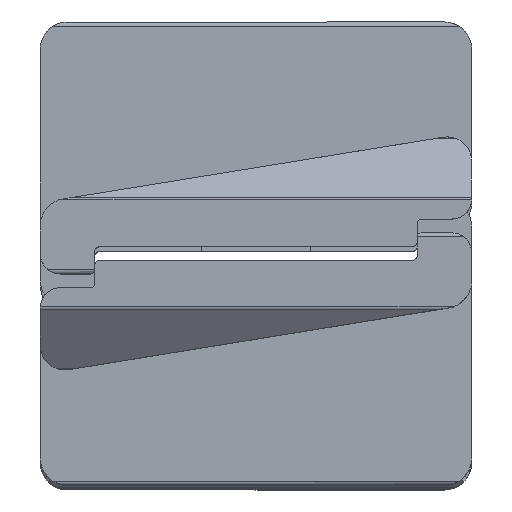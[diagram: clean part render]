
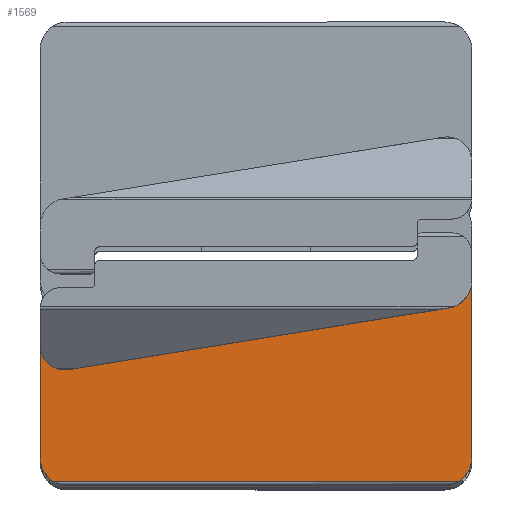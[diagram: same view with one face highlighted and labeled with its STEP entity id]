
A CAD part, top view. The second image highlights one B-rep face of the part: STEP entity #1569.
In plain terms, the highlighted face is planar.
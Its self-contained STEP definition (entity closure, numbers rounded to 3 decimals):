
#1569=ADVANCED_FACE('',(#1943),#1944,.F.);
#1943=FACE_OUTER_BOUND('',#2610,.T.);
#1944=PLANE('',#2611);
#2610=EDGE_LOOP('',(#3672,#3673,#3674,#3675,#3676,#3677,#3678,#3679,#3680,#3681,#3682));
#2611=AXIS2_PLACEMENT_3D('',#3683,#3684,#3685);
#3672=ORIENTED_EDGE('',*,*,#5689,.F.);
#3673=ORIENTED_EDGE('',*,*,#5690,.F.);
#3674=ORIENTED_EDGE('',*,*,#5691,.F.);
#3675=ORIENTED_EDGE('',*,*,#5564,.T.);
#3676=ORIENTED_EDGE('',*,*,#5561,.F.);
#3677=ORIENTED_EDGE('',*,*,#5620,.T.);
#3678=ORIENTED_EDGE('',*,*,#5692,.T.);
#3679=ORIENTED_EDGE('',*,*,#5693,.F.);
#3680=ORIENTED_EDGE('',*,*,#5694,.F.);
#3681=ORIENTED_EDGE('',*,*,#5695,.F.);
#3682=ORIENTED_EDGE('',*,*,#5696,.T.);
#3683=CARTESIAN_POINT('',(-6.7,0.0,15.75));
#3684=DIRECTION('',(-0.0,1.0,0.0));
#3685=DIRECTION('',(1.0,0.0,0.0));
#5561=EDGE_CURVE('',#6326,#6317,#6328,.T.);
#5564=EDGE_CURVE('',#6330,#6317,#6333,.T.);
#5620=EDGE_CURVE('',#6326,#6434,#6436,.T.);
#5689=EDGE_CURVE('',#6558,#6559,#6560,.T.);
#5690=EDGE_CURVE('',#6561,#6558,#6562,.T.);
#5691=EDGE_CURVE('',#6330,#6561,#6563,.T.);
#5692=EDGE_CURVE('',#6434,#6564,#6565,.T.);
#5693=EDGE_CURVE('',#6566,#6564,#6567,.T.);
#5694=EDGE_CURVE('',#6568,#6566,#6569,.T.);
#5695=EDGE_CURVE('',#6570,#6568,#6571,.T.);
#5696=EDGE_CURVE('',#6570,#6559,#6572,.T.);
#6317=VERTEX_POINT('',#7615);
#6326=VERTEX_POINT('',#7645);
#6328=CIRCLE('',#7648,2.0);
#6330=VERTEX_POINT('',#7650);
#6333=LINE('',#7665,#7666);
#6434=VERTEX_POINT('',#7844);
#6436=LINE('',#7847,#7848);
#6558=VERTEX_POINT('',#8234);
#6559=VERTEX_POINT('',#8235);
#6560=CIRCLE('',#8236,2.0);
#6561=VERTEX_POINT('',#8237);
#6562=LINE('',#8238,#8239);
#6563=CIRCLE('',#8240,2.0);
#6564=VERTEX_POINT('',#8241);
#6565=CIRCLE('',#8242,2.0);
#6566=VERTEX_POINT('',#8243);
#6567=LINE('',#8244,#8245);
#6568=VERTEX_POINT('',#8246);
#6569=LINE('',#8247,#8248);
#6570=VERTEX_POINT('',#8249);
#6571=LINE('',#8250,#8251);
#6572=LINE('',#8252,#8253);
#7615=CARTESIAN_POINT('',(-6.7,0.0,-14.804));
#7645=CARTESIAN_POINT('',(-5.0,0.0,-15.75));
#7648=AXIS2_PLACEMENT_3D('',#10245,#10246,#10247);
#7650=CARTESIAN_POINT('',(-6.7,0.0,14.804));
#7665=CARTESIAN_POINT('',(-6.7,0.0,15.75));
#7666=VECTOR('',#10249,1.0);
#7844=CARTESIAN_POINT('',(7.9,0.0,-15.75));
#7847=CARTESIAN_POINT('',(-6.7,0.0,-15.75));
#7848=VECTOR('',#10329,1.0);
#8234=CARTESIAN_POINT('',(5.4,0.0,15.75));
#8235=CARTESIAN_POINT('',(7.4,0.0,13.75));
#8236=AXIS2_PLACEMENT_3D('',#10384,#10385,#10386);
#8237=CARTESIAN_POINT('',(-5.0,0.0,15.75));
#8238=CARTESIAN_POINT('',(-6.7,0.0,15.75));
#8239=VECTOR('',#10387,1.0);
#8240=AXIS2_PLACEMENT_3D('',#10388,#10389,#10390);
#8241=CARTESIAN_POINT('',(5.926,0.0,-14.071));
#8242=AXIS2_PLACEMENT_3D('',#10391,#10392,#10393);
#8243=CARTESIAN_POINT('',(5.6,0.0,-12.063));
#8244=CARTESIAN_POINT('',(1.423,0.0,13.662));
#8245=VECTOR('',#10394,1.0);
#8246=CARTESIAN_POINT('',(5.6,0.,12.05));
#8247=CARTESIAN_POINT('',(5.6,0.0,15.75));
#8248=VECTOR('',#10395,1.0);
#8249=CARTESIAN_POINT('',(7.4,0.,12.05));
#8250=CARTESIAN_POINT('',(15.0,0.,12.05));
#8251=VECTOR('',#10396,1.0);
#8252=CARTESIAN_POINT('',(7.4,0.0,12.05));
#8253=VECTOR('',#10397,1.0);
#10245=CARTESIAN_POINT('',(-5.0,0.0,-13.75));
#10246=DIRECTION('',(0.0,1.0,0.0));
#10247=DIRECTION('',(0.0,0.0,1.0));
#10249=DIRECTION('',(0.0,0.0,-1.0));
#10329=DIRECTION('',(1.0,0.0,0.0));
#10384=CARTESIAN_POINT('',(5.4,0.0,13.75));
#10385=DIRECTION('',(-0.0,1.0,0.0));
#10386=DIRECTION('',(1.0,0.0,0.0));
#10387=DIRECTION('',(1.0,0.0,0.0));
#10388=CARTESIAN_POINT('',(-5.0,0.0,13.75));
#10389=DIRECTION('',(0.0,1.0,0.0));
#10390=DIRECTION('',(0.0,0.0,1.0));
#10391=CARTESIAN_POINT('',(7.9,0.0,-13.75));
#10392=DIRECTION('',(-0.0,1.0,0.0));
#10393=DIRECTION('',(1.0,0.0,0.0));
#10394=DIRECTION('',(0.16,0.0,-0.987));
#10395=DIRECTION('',(0.0,0.0,-1.0));
#10396=DIRECTION('',(-1.0,0.0,0.0));
#10397=DIRECTION('',(0.0,0.0,1.0));
